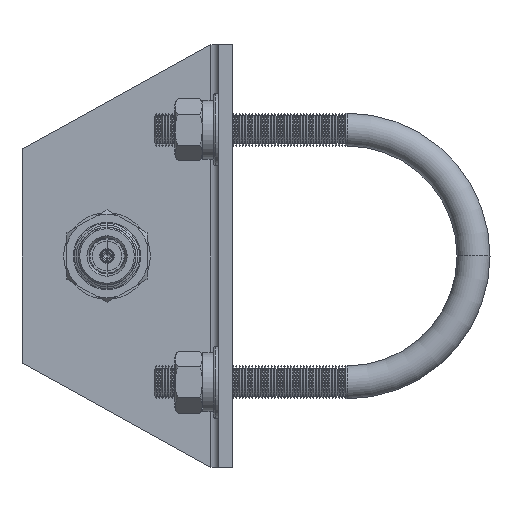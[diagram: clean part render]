
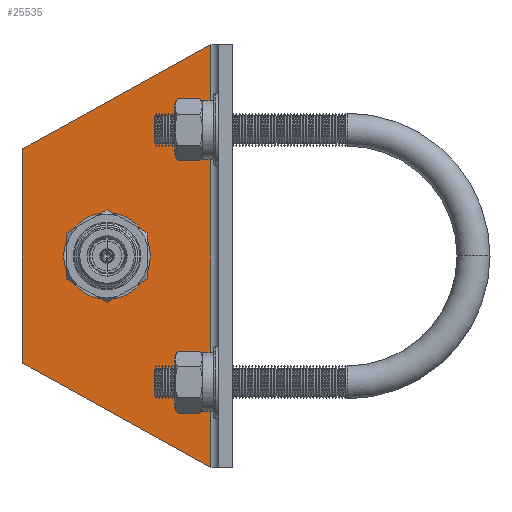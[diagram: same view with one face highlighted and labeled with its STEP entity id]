
A CAD part, left-side view. The second image highlights one B-rep face of the part: STEP entity #25535.
In plain terms, the highlighted planar face has unit normal (-1, 0, 0).
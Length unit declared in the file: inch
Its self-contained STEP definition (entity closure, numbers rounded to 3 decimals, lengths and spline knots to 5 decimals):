
#427 = VERTEX_POINT ( 'NONE', #11832 ) ;
#908 = LINE ( 'NONE', #3892, #26972 ) ;
#2268 = LINE ( 'NONE', #6960, #28083 ) ;
#2574 = ORIENTED_EDGE ( 'NONE', *, *, #27699, .F. ) ;
#2908 = VECTOR ( 'NONE', #4747, 39.37008 ) ;
#3734 = DIRECTION ( 'NONE',  ( 0., 0.484, -0.875 ) ) ;
#3892 = CARTESIAN_POINT ( 'NONE',  ( -0.127, -1., -1.965 ) ) ;
#4694 = VERTEX_POINT ( 'NONE', #29907 ) ;
#4747 = DIRECTION ( 'NONE',  ( 0., 0.484, 0.875 ) ) ;
#4867 = DIRECTION ( 'NONE',  ( 0., 0., -1. ) ) ;
#5446 = ORIENTED_EDGE ( 'NONE', *, *, #12794, .F. ) ;
#6087 = CIRCLE ( 'NONE', #12619, 0.3225 ) ;
#6348 = CARTESIAN_POINT ( 'NONE',  ( -0.127, 0., -1.493 ) ) ;
#6765 = AXIS2_PLACEMENT_3D ( 'NONE', #28151, #16952, #7225 ) ;
#6960 = CARTESIAN_POINT ( 'NONE',  ( -0.127, 1.975, -0.2 ) ) ;
#7001 = ORIENTED_EDGE ( 'NONE', *, *, #8990, .F. ) ;
#7147 = CIRCLE ( 'NONE', #26726, 0.3225 ) ;
#7225 = DIRECTION ( 'NONE',  ( 0., 0., -1. ) ) ;
#8200 = ORIENTED_EDGE ( 'NONE', *, *, #30357, .F. ) ;
#8642 = LINE ( 'NONE', #18238, #22963 ) ;
#8650 = CARTESIAN_POINT ( 'NONE',  ( -0.127, -1., -1.965 ) ) ;
#8981 = DIRECTION ( 'NONE',  ( -1., 0., 0. ) ) ;
#8990 = EDGE_CURVE ( 'NONE', #31071, #14050, #908, .T. ) ;
#9565 = DIRECTION ( 'NONE',  ( -1., 0., 0. ) ) ;
#11183 = DIRECTION ( 'NONE',  ( 0., 0., -1. ) ) ;
#11490 = FACE_BOUND ( 'NONE', #11650, .T. ) ;
#11650 = EDGE_LOOP ( 'NONE', ( #24136, #8200 ) ) ;
#11832 = CARTESIAN_POINT ( 'NONE',  ( -0.127, 1., -1.965 ) ) ;
#12474 = EDGE_LOOP ( 'NONE', ( #12753, #7001, #5446, #2574 ) ) ;
#12619 = AXIS2_PLACEMENT_3D ( 'NONE', #25213, #8981, #11183 ) ;
#12753 = ORIENTED_EDGE ( 'NONE', *, *, #18732, .T. ) ;
#12794 = EDGE_CURVE ( 'NONE', #4694, #31071, #2268, .T. ) ;
#12950 = VERTEX_POINT ( 'NONE', #29727 ) ;
#14050 = VERTEX_POINT ( 'NONE', #8650 ) ;
#15904 = CARTESIAN_POINT ( 'NONE',  ( -0.127, -1.975, -0.2 ) ) ;
#16824 = DIRECTION ( 'NONE',  ( 0., -1., 0. ) ) ;
#16952 = DIRECTION ( 'NONE',  ( 1., 0., 0. ) ) ;
#18238 = CARTESIAN_POINT ( 'NONE',  ( -0.127, 1.975, -1.965 ) ) ;
#18732 = EDGE_CURVE ( 'NONE', #427, #14050, #8642, .T. ) ;
#20788 = EDGE_CURVE ( 'NONE', #21154, #12950, #6087, .T. ) ;
#20916 = DIRECTION ( 'NONE',  ( 0., -1., 0. ) ) ;
#21154 = VERTEX_POINT ( 'NONE', #6348 ) ;
#21213 = CARTESIAN_POINT ( 'NONE',  ( -0.127, 0., -1.1705 ) ) ;
#22963 = VECTOR ( 'NONE', #20916, 39.37008 ) ;
#24088 = CARTESIAN_POINT ( 'NONE',  ( -0.127, 1., -1.965 ) ) ;
#24136 = ORIENTED_EDGE ( 'NONE', *, *, #20788, .F. ) ;
#25213 = CARTESIAN_POINT ( 'NONE',  ( -0.127, 0., -1.1705 ) ) ;
#25535 = ADVANCED_FACE ( 'NONE', ( #11490, #30666 ), #25664, .F. ) ;
#25664 = PLANE ( 'NONE',  #6765 ) ;
#26271 = LINE ( 'NONE', #24088, #2908 ) ;
#26726 = AXIS2_PLACEMENT_3D ( 'NONE', #21213, #9565, #4867 ) ;
#26972 = VECTOR ( 'NONE', #3734, 39.37008 ) ;
#27699 = EDGE_CURVE ( 'NONE', #427, #4694, #26271, .T. ) ;
#28083 = VECTOR ( 'NONE', #16824, 39.37008 ) ;
#28151 = CARTESIAN_POINT ( 'NONE',  ( -0.127, 1.975, -1.965 ) ) ;
#29727 = CARTESIAN_POINT ( 'NONE',  ( -0.127, 0., -0.848 ) ) ;
#29907 = CARTESIAN_POINT ( 'NONE',  ( -0.127, 1.975, -0.2 ) ) ;
#30357 = EDGE_CURVE ( 'NONE', #12950, #21154, #7147, .T. ) ;
#30666 = FACE_OUTER_BOUND ( 'NONE', #12474, .T. ) ;
#31071 = VERTEX_POINT ( 'NONE', #15904 ) ;
